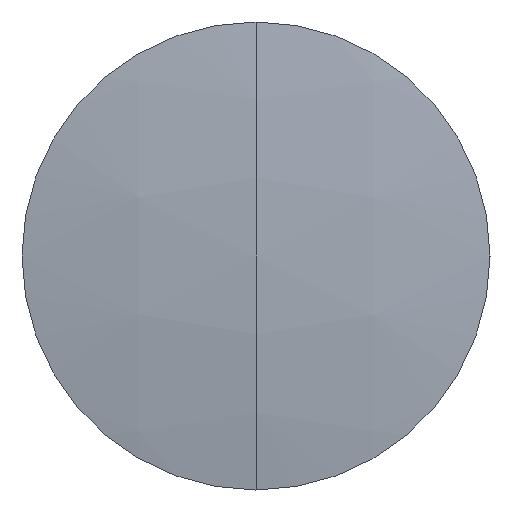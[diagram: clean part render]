
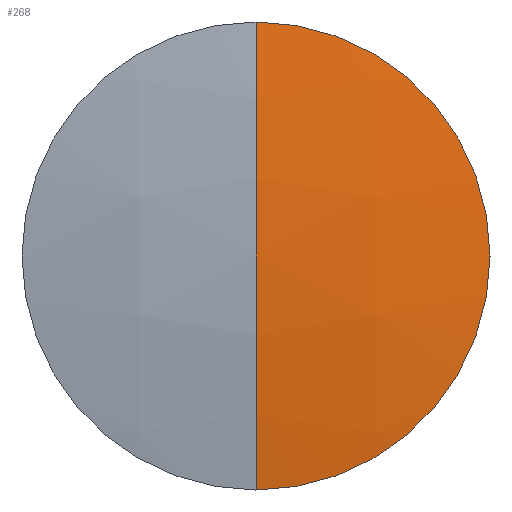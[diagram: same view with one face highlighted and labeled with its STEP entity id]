
A CAD part, left-side view. The second image highlights one B-rep face of the part: STEP entity #268.
In plain terms, the highlighted spherical face has radius 83.6 mm.
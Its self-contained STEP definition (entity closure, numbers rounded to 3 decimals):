
#4 = EDGE_CURVE ( 'NONE', #165, #328, #129, .T. ) ;
#11 = CARTESIAN_POINT ( 'NONE',  ( 335.33, 0., 0. ) ) ;
#12 = CIRCLE ( 'NONE', #171, 12.7 ) ;
#20 = ORIENTED_EDGE ( 'NONE', *, *, #4, .F. ) ;
#22 = CARTESIAN_POINT ( 'NONE',  ( 336.3, 0., -12.7 ) ) ;
#60 = CARTESIAN_POINT ( 'NONE',  ( 336.3, 0., 0. ) ) ;
#79 = CARTESIAN_POINT ( 'NONE',  ( 418.93, 0., 0. ) ) ;
#88 = EDGE_LOOP ( 'NONE', ( #324, #97, #20 ) ) ;
#97 = ORIENTED_EDGE ( 'NONE', *, *, #176, .T. ) ;
#99 = AXIS2_PLACEMENT_3D ( 'NONE', #79, #258, #287 ) ;
#102 = SPHERICAL_SURFACE ( 'NONE', #99, 83.6 ) ;
#129 = CIRCLE ( 'NONE', #293, 83.6 ) ;
#136 = AXIS2_PLACEMENT_3D ( 'NONE', #326, #206, #347 ) ;
#138 = FACE_OUTER_BOUND ( 'NONE', #88, .T. ) ;
#139 = DIRECTION ( 'NONE',  ( 0., 0., 1. ) ) ;
#156 = EDGE_CURVE ( 'NONE', #165, #227, #12, .T. ) ;
#165 = VERTEX_POINT ( 'NONE', #22 ) ;
#171 = AXIS2_PLACEMENT_3D ( 'NONE', #60, #270, #139 ) ;
#176 = EDGE_CURVE ( 'NONE', #227, #328, #182, .T. ) ;
#182 = CIRCLE ( 'NONE', #136, 83.6 ) ;
#204 = CARTESIAN_POINT ( 'NONE',  ( 336.3, 0., 12.7 ) ) ;
#206 = DIRECTION ( 'NONE',  ( 0., -1., 0. ) ) ;
#227 = VERTEX_POINT ( 'NONE', #204 ) ;
#258 = DIRECTION ( 'NONE',  ( 0., -1., 0. ) ) ;
#268 = ADVANCED_FACE ( 'NONE', ( #138 ), #102, .T. ) ;
#270 = DIRECTION ( 'NONE',  ( -1., 0., 0. ) ) ;
#277 = DIRECTION ( 'NONE',  ( 0., 0., 1. ) ) ;
#287 = DIRECTION ( 'NONE',  ( 0., 0., -1. ) ) ;
#293 = AXIS2_PLACEMENT_3D ( 'NONE', #335, #295, #277 ) ;
#295 = DIRECTION ( 'NONE',  ( 0., 1., 0. ) ) ;
#324 = ORIENTED_EDGE ( 'NONE', *, *, #156, .T. ) ;
#326 = CARTESIAN_POINT ( 'NONE',  ( 418.93, 0., 0. ) ) ;
#328 = VERTEX_POINT ( 'NONE', #11 ) ;
#335 = CARTESIAN_POINT ( 'NONE',  ( 418.93, 0., 0. ) ) ;
#347 = DIRECTION ( 'NONE',  ( 0., 0., -1. ) ) ;
